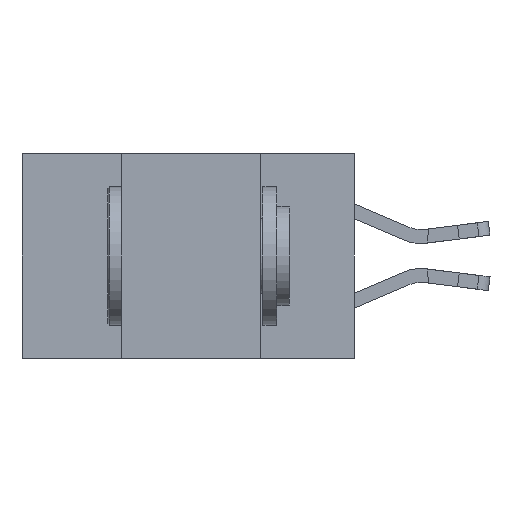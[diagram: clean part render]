
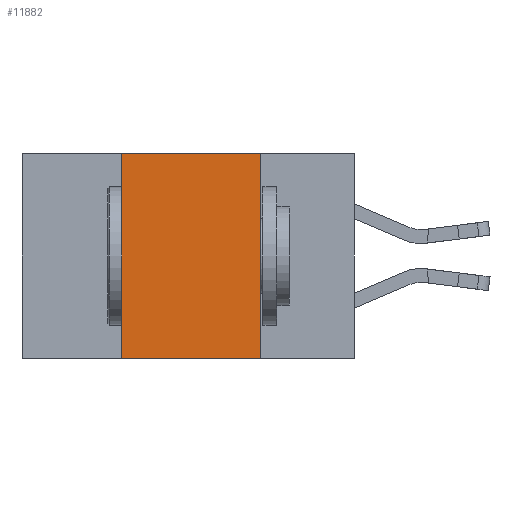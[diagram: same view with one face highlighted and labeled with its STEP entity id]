
A CAD part, left-side view. The second image highlights one B-rep face of the part: STEP entity #11882.
In plain terms, the highlighted planar face has unit normal (-1, 0, 0).
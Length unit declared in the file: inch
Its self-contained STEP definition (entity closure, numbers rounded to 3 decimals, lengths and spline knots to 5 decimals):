
#115 = ORIENTED_EDGE ( 'NONE', *, *, #13959, .T. ) ;
#1046 = VECTOR ( 'NONE', #3173, 39.37008 ) ;
#1302 = VERTEX_POINT ( 'NONE', #10852 ) ;
#1516 = LINE ( 'NONE', #10027, #11650 ) ;
#1638 = CARTESIAN_POINT ( 'NONE',  ( 0., 0.17, -0.37 ) ) ;
#1846 = AXIS2_PLACEMENT_3D ( 'NONE', #4654, #4549, #4529 ) ;
#2325 = VERTEX_POINT ( 'NONE', #10872 ) ;
#2565 = CARTESIAN_POINT ( 'NONE',  ( 0., 0.17, 0. ) ) ;
#3173 = DIRECTION ( 'NONE',  ( 0., 0., -1. ) ) ;
#4408 = LINE ( 'NONE', #1638, #1046 ) ;
#4529 = DIRECTION ( 'NONE',  ( 0., 0., -1. ) ) ;
#4549 = DIRECTION ( 'NONE',  ( 1., 0., 0. ) ) ;
#4654 = CARTESIAN_POINT ( 'NONE',  ( 0., 0.6, 0. ) ) ;
#4696 = PLANE ( 'NONE',  #1846 ) ;
#5728 = EDGE_CURVE ( 'NONE', #11322, #2325, #6561, .T. ) ;
#6561 = LINE ( 'NONE', #10793, #6957 ) ;
#6591 = EDGE_CURVE ( 'NONE', #2325, #11996, #13439, .T. ) ;
#6929 = VECTOR ( 'NONE', #10593, 39.37008 ) ;
#6957 = VECTOR ( 'NONE', #11560, 39.37008 ) ;
#7029 = ORIENTED_EDGE ( 'NONE', *, *, #5728, .F. ) ;
#7467 = EDGE_CURVE ( 'NONE', #11996, #1302, #4408, .T. ) ;
#10027 = CARTESIAN_POINT ( 'NONE',  ( 0., 0.6, -0.37 ) ) ;
#10169 = DIRECTION ( 'NONE',  ( 0., -1., 0. ) ) ;
#10180 = FACE_OUTER_BOUND ( 'NONE', #14950, .T. ) ;
#10567 = ORIENTED_EDGE ( 'NONE', *, *, #6591, .F. ) ;
#10572 = CARTESIAN_POINT ( 'NONE',  ( 0., 0.6, 0. ) ) ;
#10593 = DIRECTION ( 'NONE',  ( 0., -1., 0. ) ) ;
#10793 = CARTESIAN_POINT ( 'NONE',  ( 0., 0.42, -0.37 ) ) ;
#10852 = CARTESIAN_POINT ( 'NONE',  ( 0., 0.17, -0.37 ) ) ;
#10872 = CARTESIAN_POINT ( 'NONE',  ( 0., 0.42, 0. ) ) ;
#11050 = CARTESIAN_POINT ( 'NONE',  ( 0., 0.42, -0.37 ) ) ;
#11322 = VERTEX_POINT ( 'NONE', #11050 ) ;
#11560 = DIRECTION ( 'NONE',  ( 0., 0., 1. ) ) ;
#11650 = VECTOR ( 'NONE', #10169, 39.37008 ) ;
#11882 = ADVANCED_FACE ( 'NONE', ( #10180 ), #4696, .F. ) ;
#11996 = VERTEX_POINT ( 'NONE', #2565 ) ;
#13439 = LINE ( 'NONE', #10572, #6929 ) ;
#13709 = ORIENTED_EDGE ( 'NONE', *, *, #7467, .F. ) ;
#13959 = EDGE_CURVE ( 'NONE', #11322, #1302, #1516, .T. ) ;
#14950 = EDGE_LOOP ( 'NONE', ( #13709, #10567, #7029, #115 ) ) ;
